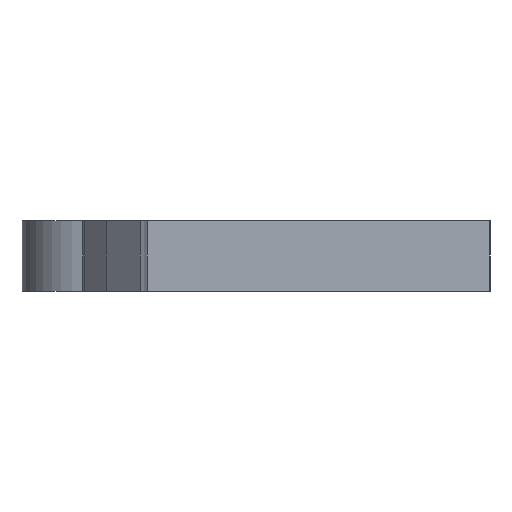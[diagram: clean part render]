
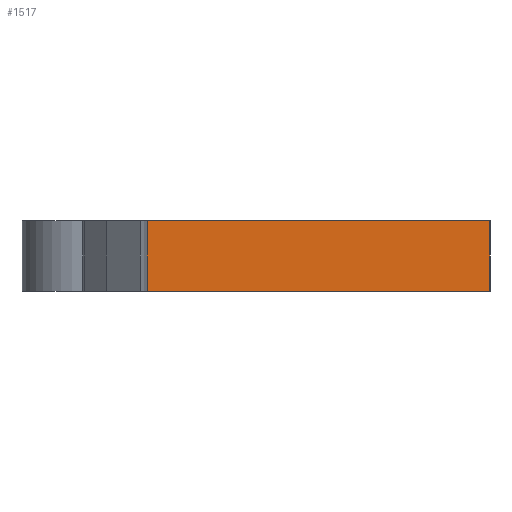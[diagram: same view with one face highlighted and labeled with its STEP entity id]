
A CAD part, front view. The second image highlights one B-rep face of the part: STEP entity #1517.
In plain terms, the highlighted planar face has unit normal (0, -1, 0).
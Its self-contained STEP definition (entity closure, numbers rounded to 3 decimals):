
#72 = EDGE_LOOP ( 'NONE', ( #1365, #1546, #1398, #1607 ) ) ;
#77 = CARTESIAN_POINT ( 'NONE',  ( 2.265, -2.673, 3. ) ) ;
#95 = DIRECTION ( 'NONE',  ( 0., 0., -1. ) ) ;
#103 = CARTESIAN_POINT ( 'NONE',  ( 16.828, -2.673, 3. ) ) ;
#165 = AXIS2_PLACEMENT_3D ( 'NONE', #1557, #396, #1822 ) ;
#235 = LINE ( 'NONE', #400, #424 ) ;
#240 = VERTEX_POINT ( 'NONE', #1000 ) ;
#284 = LINE ( 'NONE', #931, #2059 ) ;
#292 = CARTESIAN_POINT ( 'NONE',  ( 16.828, -2.673, 0. ) ) ;
#396 = DIRECTION ( 'NONE',  ( 0., 1., 0. ) ) ;
#400 = CARTESIAN_POINT ( 'NONE',  ( 2.265, -2.673, 3. ) ) ;
#424 = VECTOR ( 'NONE', #1394, 1000. ) ;
#435 = DIRECTION ( 'NONE',  ( 0., 0., -1. ) ) ;
#553 = PLANE ( 'NONE',  #165 ) ;
#738 = EDGE_CURVE ( 'NONE', #240, #1188, #235, .T. ) ;
#807 = EDGE_CURVE ( 'NONE', #1188, #2009, #904, .T. ) ;
#836 = VERTEX_POINT ( 'NONE', #1124 ) ;
#870 = CARTESIAN_POINT ( 'NONE',  ( 16.828, -2.673, 3. ) ) ;
#904 = LINE ( 'NONE', #103, #1380 ) ;
#912 = LINE ( 'NONE', #77, #1619 ) ;
#931 = CARTESIAN_POINT ( 'NONE',  ( 16.828, -2.673, 0. ) ) ;
#1000 = CARTESIAN_POINT ( 'NONE',  ( 2.265, -2.673, 3. ) ) ;
#1124 = CARTESIAN_POINT ( 'NONE',  ( 2.265, -2.673, 0. ) ) ;
#1128 = DIRECTION ( 'NONE',  ( 1., 0., 0. ) ) ;
#1188 = VERTEX_POINT ( 'NONE', #870 ) ;
#1365 = ORIENTED_EDGE ( 'NONE', *, *, #2037, .T. ) ;
#1380 = VECTOR ( 'NONE', #435, 1000. ) ;
#1394 = DIRECTION ( 'NONE',  ( 1., 0., 0. ) ) ;
#1398 = ORIENTED_EDGE ( 'NONE', *, *, #738, .F. ) ;
#1419 = FACE_OUTER_BOUND ( 'NONE', #72, .T. ) ;
#1517 = ADVANCED_FACE ( 'NONE', ( #1419 ), #553, .F. ) ;
#1546 = ORIENTED_EDGE ( 'NONE', *, *, #807, .F. ) ;
#1557 = CARTESIAN_POINT ( 'NONE',  ( 16.828, -2.673, 3. ) ) ;
#1607 = ORIENTED_EDGE ( 'NONE', *, *, #1887, .T. ) ;
#1619 = VECTOR ( 'NONE', #95, 1000. ) ;
#1822 = DIRECTION ( 'NONE',  ( -1., 0., 0. ) ) ;
#1887 = EDGE_CURVE ( 'NONE', #240, #836, #912, .T. ) ;
#2009 = VERTEX_POINT ( 'NONE', #292 ) ;
#2037 = EDGE_CURVE ( 'NONE', #836, #2009, #284, .T. ) ;
#2059 = VECTOR ( 'NONE', #1128, 1000. ) ;
